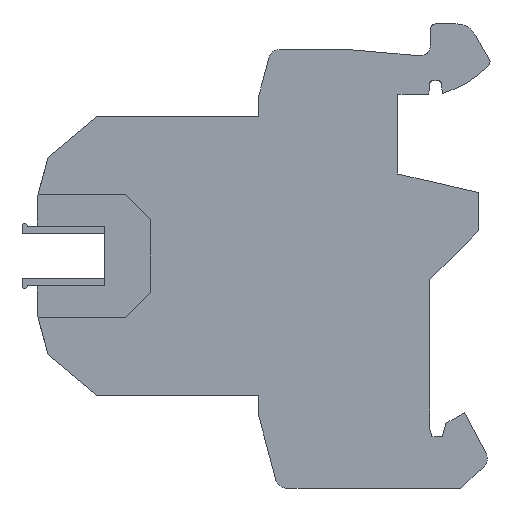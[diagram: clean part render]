
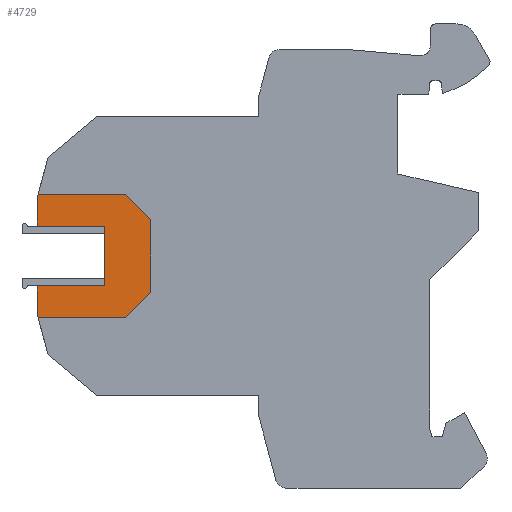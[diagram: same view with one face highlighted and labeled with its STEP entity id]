
A CAD part, left-side view. The second image highlights one B-rep face of the part: STEP entity #4729.
In plain terms, the highlighted planar face has unit normal (-1, 0, 0).
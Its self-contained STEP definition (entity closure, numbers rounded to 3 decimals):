
#1020=DIRECTION('',(0.,0.,-1.));
#1021=VECTOR('',#1020,5.8);
#1022=CARTESIAN_POINT('',(-5.6,31.55,2.9));
#1023=LINE('',#1022,#1021);
#1108=DIRECTION('',(0.,0.,-1.));
#1109=VECTOR('',#1108,2.87);
#1110=CARTESIAN_POINT('',(-5.6,38.05,-2.9));
#1111=LINE('',#1110,#1109);
#1128=DIRECTION('',(0.,-0.259,-0.966));
#1129=VECTOR('',#1128,0.238);
#1130=CARTESIAN_POINT('',(-5.6,38.05,-5.77));
#1131=LINE('',#1130,#1129);
#1148=DIRECTION('',(0.,1.,0.));
#1149=VECTOR('',#1148,6.5);
#1150=CARTESIAN_POINT('',(-5.6,31.55,2.9));
#1151=LINE('',#1150,#1149);
#1152=DIRECTION('',(0.,1.,0.));
#1153=VECTOR('',#1152,8.438);
#1154=CARTESIAN_POINT('',(-5.6,29.55,6.));
#1155=LINE('',#1154,#1153);
#1156=DIRECTION('',(0.,0.707,0.707));
#1157=VECTOR('',#1156,3.536);
#1158=CARTESIAN_POINT('',(-5.6,27.05,3.5));
#1159=LINE('',#1158,#1157);
#1160=DIRECTION('',(0.,0.,1.));
#1161=VECTOR('',#1160,7.);
#1162=CARTESIAN_POINT('',(-5.6,27.05,-3.5));
#1163=LINE('',#1162,#1161);
#1164=DIRECTION('',(0.,-0.707,0.707));
#1165=VECTOR('',#1164,3.536);
#1166=CARTESIAN_POINT('',(-5.6,29.55,-6.));
#1167=LINE('',#1166,#1165);
#1168=DIRECTION('',(0.,-1.,0.));
#1169=VECTOR('',#1168,8.438);
#1170=CARTESIAN_POINT('',(-5.6,37.988,-6.));
#1171=LINE('',#1170,#1169);
#1172=DIRECTION('',(0.,-1.,0.));
#1173=VECTOR('',#1172,6.5);
#1174=CARTESIAN_POINT('',(-5.6,38.05,-2.9));
#1175=LINE('',#1174,#1173);
#1189=DIRECTION('',(0.,0.,-1.));
#1190=VECTOR('',#1189,2.87);
#1191=CARTESIAN_POINT('',(-5.6,38.05,5.77));
#1192=LINE('',#1191,#1190);
#1238=DIRECTION('',(0.,-0.259,0.966));
#1239=VECTOR('',#1238,0.238);
#1240=CARTESIAN_POINT('',(-5.6,38.05,5.77));
#1241=LINE('',#1240,#1239);
#3312=CARTESIAN_POINT('',(-5.6,29.55,-6.));
#3313=CARTESIAN_POINT('',(-5.6,27.05,-3.5));
#3314=VERTEX_POINT('',#3312);
#3315=VERTEX_POINT('',#3313);
#3316=CARTESIAN_POINT('',(-5.6,27.05,3.5));
#3317=VERTEX_POINT('',#3316);
#3318=CARTESIAN_POINT('',(-5.6,29.55,6.));
#3319=VERTEX_POINT('',#3318);
#3332=CARTESIAN_POINT('',(-5.6,38.05,5.77));
#3333=CARTESIAN_POINT('',(-5.6,37.988,6.));
#3334=VERTEX_POINT('',#3332);
#3335=VERTEX_POINT('',#3333);
#3336=CARTESIAN_POINT('',(-5.6,38.05,-5.77));
#3337=CARTESIAN_POINT('',(-5.6,37.988,-6.));
#3338=VERTEX_POINT('',#3336);
#3339=VERTEX_POINT('',#3337);
#3352=CARTESIAN_POINT('',(-5.6,38.05,-2.9));
#3353=VERTEX_POINT('',#3352);
#3354=CARTESIAN_POINT('',(-5.6,38.05,2.9));
#3356=VERTEX_POINT('',#3354);
#3364=CARTESIAN_POINT('',(-5.6,31.55,-2.9));
#3365=VERTEX_POINT('',#3364);
#3366=CARTESIAN_POINT('',(-5.6,31.55,2.9));
#3367=VERTEX_POINT('',#3366);
#4701=CARTESIAN_POINT('',(-5.6,39.55,0.));
#4702=DIRECTION('',(-1.,0.,0.));
#4703=DIRECTION('',(0.,0.,1.));
#4704=AXIS2_PLACEMENT_3D('',#4701,#4702,#4703);
#4705=PLANE('',#4704);
#4706=ORIENTED_EDGE('',*,*,#4537,.F.);
#4708=ORIENTED_EDGE('',*,*,#4707,.T.);
#4710=ORIENTED_EDGE('',*,*,#4709,.F.);
#4712=ORIENTED_EDGE('',*,*,#4711,.T.);
#4714=ORIENTED_EDGE('',*,*,#4713,.F.);
#4716=ORIENTED_EDGE('',*,*,#4715,.F.);
#4718=ORIENTED_EDGE('',*,*,#4717,.F.);
#4720=ORIENTED_EDGE('',*,*,#4719,.F.);
#4722=ORIENTED_EDGE('',*,*,#4721,.F.);
#4723=ORIENTED_EDGE('',*,*,#4686,.F.);
#4724=ORIENTED_EDGE('',*,*,#4655,.F.);
#4726=ORIENTED_EDGE('',*,*,#4725,.T.);
#4727=EDGE_LOOP('',(#4706,#4708,#4710,#4712,#4714,#4716,#4718,#4720,#4722,#4723,
#4724,#4726));
#4728=FACE_OUTER_BOUND('',#4727,.F.);
#4729=ADVANCED_FACE('',(#4728),#4705,.T.);
#4537=EDGE_CURVE('',#3367,#3365,#1023,.T.);
#4655=EDGE_CURVE('',#3353,#3338,#1111,.T.);
#4686=EDGE_CURVE('',#3338,#3339,#1131,.T.);
#4707=EDGE_CURVE('',#3367,#3356,#1151,.T.);
#4709=EDGE_CURVE('',#3334,#3356,#1192,.T.);
#4711=EDGE_CURVE('',#3334,#3335,#1241,.T.);
#4713=EDGE_CURVE('',#3319,#3335,#1155,.T.);
#4715=EDGE_CURVE('',#3317,#3319,#1159,.T.);
#4717=EDGE_CURVE('',#3315,#3317,#1163,.T.);
#4719=EDGE_CURVE('',#3314,#3315,#1167,.T.);
#4721=EDGE_CURVE('',#3339,#3314,#1171,.T.);
#4725=EDGE_CURVE('',#3353,#3365,#1175,.T.);
